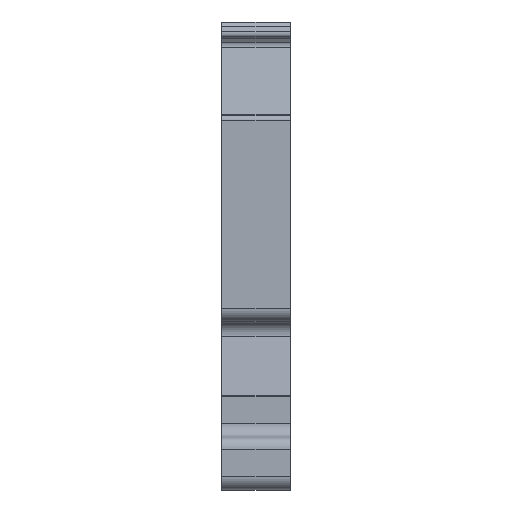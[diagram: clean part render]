
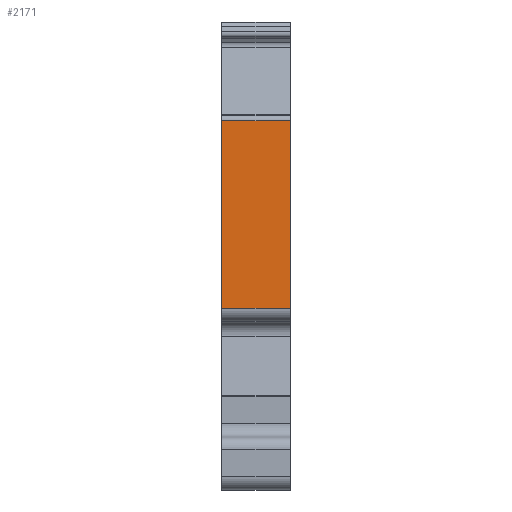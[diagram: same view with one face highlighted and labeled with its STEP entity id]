
A CAD part, left-side view. The second image highlights one B-rep face of the part: STEP entity #2171.
In plain terms, the highlighted planar face has unit normal (-1, 0, 0).
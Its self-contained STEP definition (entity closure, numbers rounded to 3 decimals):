
#583=DIRECTION('',(0.,0.,1.));
#584=VECTOR('',#583,14.193);
#585=CARTESIAN_POINT('',(-24.4,0.,-4.625));
#586=LINE('',#585,#584);
#587=DIRECTION('',(0.,1.,0.));
#588=VECTOR('',#587,5.15);
#589=CARTESIAN_POINT('',(-24.4,-5.15,-4.625));
#590=LINE('',#589,#588);
#595=DIRECTION('',(0.,0.,1.));
#596=VECTOR('',#595,14.193);
#597=CARTESIAN_POINT('',(-24.4,-5.15,-4.625));
#598=LINE('',#597,#596);
#599=DIRECTION('',(0.,-1.,0.));
#600=VECTOR('',#599,5.15);
#601=CARTESIAN_POINT('',(-24.4,0.,9.568));
#602=LINE('',#601,#600);
#1444=CARTESIAN_POINT('',(-24.4,0.,-4.625));
#1446=VERTEX_POINT('',#1444);
#1447=CARTESIAN_POINT('',(-24.4,0.,9.568));
#1448=VERTEX_POINT('',#1447);
#1553=CARTESIAN_POINT('',(-24.4,-5.15,-4.625));
#1554=VERTEX_POINT('',#1553);
#1555=CARTESIAN_POINT('',(-24.4,-5.15,9.568));
#1556=VERTEX_POINT('',#1555);
#2159=CARTESIAN_POINT('',(-24.4,-5.15,-5.825));
#2160=DIRECTION('',(-1.,0.,0.));
#2161=DIRECTION('',(0.,0.,1.));
#2162=AXIS2_PLACEMENT_3D('',#2159,#2160,#2161);
#2163=PLANE('',#2162);
#2164=ORIENTED_EDGE('',*,*,#2151,.T.);
#2165=ORIENTED_EDGE('',*,*,#2140,.T.);
#2167=ORIENTED_EDGE('',*,*,#2166,.T.);
#2168=ORIENTED_EDGE('',*,*,#1938,.F.);
#2169=EDGE_LOOP('',(#2164,#2165,#2167,#2168));
#2170=FACE_OUTER_BOUND('',#2169,.F.);
#1938=EDGE_CURVE('',#1554,#1556,#598,.T.);
#2140=EDGE_CURVE('',#1446,#1448,#586,.T.);
#2151=EDGE_CURVE('',#1554,#1446,#590,.T.);
#2166=EDGE_CURVE('',#1448,#1556,#602,.T.);
#2171=ADVANCED_FACE('',(#2170),#2163,.T.);
